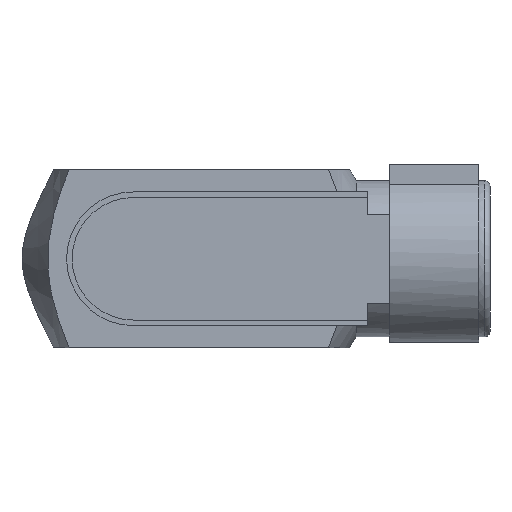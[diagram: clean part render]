
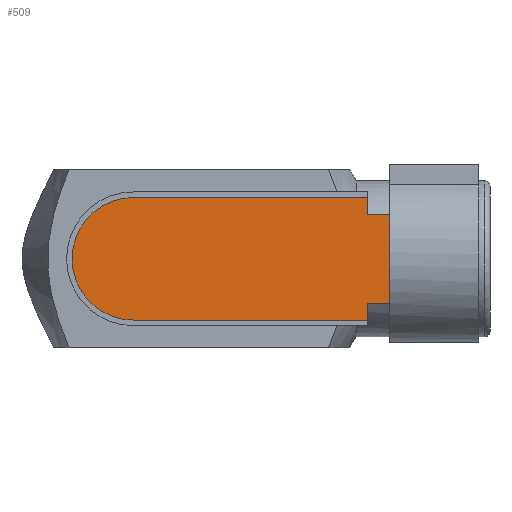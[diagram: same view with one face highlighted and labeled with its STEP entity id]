
A CAD part, left-side view. The second image highlights one B-rep face of the part: STEP entity #509.
In plain terms, the highlighted planar face has unit normal (-1, 0, 0).
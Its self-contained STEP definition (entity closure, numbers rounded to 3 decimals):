
#361=CARTESIAN_POINT('',(-8.5,11.,5.5));
#362=VERTEX_POINT('',#361);
#370=CARTESIAN_POINT('',(-8.5,32.,5.5));
#371=VERTEX_POINT('',#370);
#378=CARTESIAN_POINT('',(-8.5,32.,5.5));
#379=DIRECTION('',(0.0,-1.0,0.0));
#380=VECTOR('',#379,21.0);
#381=LINE('',#378,#380);
#382=EDGE_CURVE('',#371,#362,#381,.T.);
#392=CARTESIAN_POINT('',(-8.5,11.,4.));
#393=VERTEX_POINT('',#392);
#394=CARTESIAN_POINT('',(-8.5,11.,4.));
#395=DIRECTION('',(0.0,0.0,1.0));
#396=VECTOR('',#395,1.5);
#397=LINE('',#394,#396);
#398=EDGE_CURVE('',#393,#362,#397,.T.);
#442=CARTESIAN_POINT('',(-8.5,32.,-5.5));
#443=VERTEX_POINT('',#442);
#450=CARTESIAN_POINT('',(-8.5,32.,0.));
#451=DIRECTION('',(1.0,0.0,0.0));
#452=DIRECTION('',(0.0,-1.0,0.0));
#453=AXIS2_PLACEMENT_3D('',#450,#451,#452);
#454=CIRCLE('',#453,5.5);
#455=EDGE_CURVE('',#443,#371,#454,.T.);
#461=CARTESIAN_POINT('',(-8.5,11.,-4.));
#462=DIRECTION('',(1.0,0.0,0.0));
#463=DIRECTION('',(0.0,-1.0,0.0));
#464=AXIS2_PLACEMENT_3D('',#461,#462,#463);
#465=PLANE('',#464);
#466=ORIENTED_EDGE('',*,*,#382,.F.);
#467=ORIENTED_EDGE('',*,*,#455,.F.);
#468=CARTESIAN_POINT('',(-8.5,11.,-5.5));
#469=VERTEX_POINT('',#468);
#470=CARTESIAN_POINT('',(-8.5,32.,-5.5));
#471=DIRECTION('',(0.0,-1.0,0.0));
#472=VECTOR('',#471,21.0);
#473=LINE('',#470,#472);
#474=EDGE_CURVE('',#443,#469,#473,.T.);
#475=ORIENTED_EDGE('',*,*,#474,.T.);
#476=CARTESIAN_POINT('',(-8.5,11.,-4.));
#477=VERTEX_POINT('',#476);
#478=CARTESIAN_POINT('',(-8.5,11.,-5.5));
#479=DIRECTION('',(0.0,0.0,1.0));
#480=VECTOR('',#479,1.5);
#481=LINE('',#478,#480);
#482=EDGE_CURVE('',#469,#477,#481,.T.);
#483=ORIENTED_EDGE('',*,*,#482,.T.);
#484=CARTESIAN_POINT('',(-8.5,9.,-4.));
#485=VERTEX_POINT('',#484);
#486=CARTESIAN_POINT('',(-8.5,11.,-4.));
#487=DIRECTION('',(0.0,-1.0,0.0));
#488=VECTOR('',#487,2.0);
#489=LINE('',#486,#488);
#490=EDGE_CURVE('',#477,#485,#489,.T.);
#491=ORIENTED_EDGE('',*,*,#490,.T.);
#492=CARTESIAN_POINT('',(-8.5,9.,4.));
#493=VERTEX_POINT('',#492);
#494=CARTESIAN_POINT('',(-8.5,9.,-4.));
#495=DIRECTION('',(0.0,0.0,1.0));
#496=VECTOR('',#495,8.0);
#497=LINE('',#494,#496);
#498=EDGE_CURVE('',#485,#493,#497,.T.);
#499=ORIENTED_EDGE('',*,*,#498,.T.);
#500=CARTESIAN_POINT('',(-8.5,11.,4.));
#501=DIRECTION('',(0.0,-1.0,0.0));
#502=VECTOR('',#501,2.0);
#503=LINE('',#500,#502);
#504=EDGE_CURVE('',#393,#493,#503,.T.);
#505=ORIENTED_EDGE('',*,*,#504,.F.);
#506=ORIENTED_EDGE('',*,*,#398,.T.);
#507=EDGE_LOOP('',(#466,#467,#475,#483,#491,#499,#505,#506));
#508=FACE_OUTER_BOUND('',#507,.T.);
#509=ADVANCED_FACE('',(#508),#465,.F.);
